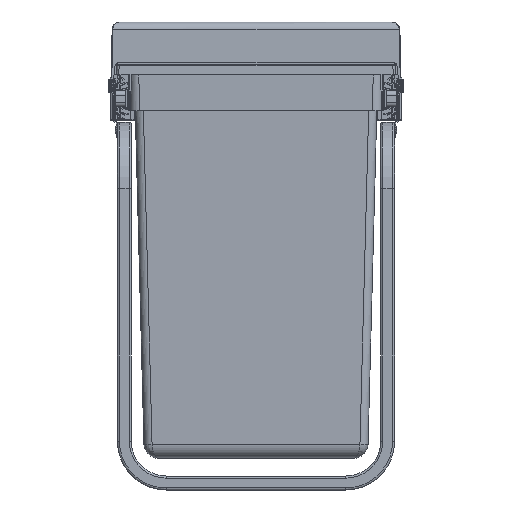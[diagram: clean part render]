
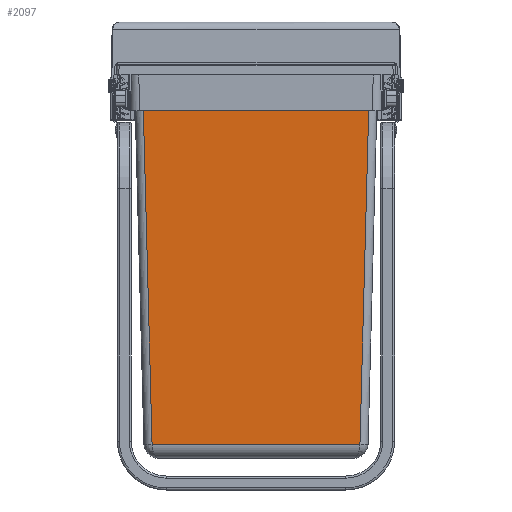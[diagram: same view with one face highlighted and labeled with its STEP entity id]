
A CAD part, front view. The second image highlights one B-rep face of the part: STEP entity #2097.
In plain terms, the highlighted face is planar.
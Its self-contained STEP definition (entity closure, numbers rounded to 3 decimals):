
#2097 = ADVANCED_FACE( '', ( #4513 ), #4514, .T. );
#4513 = FACE_OUTER_BOUND( '', #9911, .T. );
#4514 = PLANE( '', #9912 );
#9911 = EDGE_LOOP( '', ( #19233, #19234, #19235, #19236 ) );
#9912 = AXIS2_PLACEMENT_3D( '', #19237, #19238, #19239 );
#19233 = ORIENTED_EDGE( '', *, *, #35798, .T. );
#19234 = ORIENTED_EDGE( '', *, *, #35799, .F. );
#19235 = ORIENTED_EDGE( '', *, *, #35800, .F. );
#19236 = ORIENTED_EDGE( '', *, *, #35801, .T. );
#19237 = CARTESIAN_POINT( '', ( 99., -55.5, 0. ) );
#19238 = DIRECTION( '', ( 1., 0., -0.026 ) );
#19239 = DIRECTION( '', ( 0.026, 0., 1. ) );
#35798 = EDGE_CURVE( '', #48579, #48580, #48581, .F. );
#35799 = EDGE_CURVE( '', #48582, #48580, #48583, .F. );
#35800 = EDGE_CURVE( '', #48584, #48582, #48585, .F. );
#35801 = EDGE_CURVE( '', #48584, #48579, #48586, .F. );
#48579 = VERTEX_POINT( '', #57167 );
#48580 = VERTEX_POINT( '', #57168 );
#48581 = LINE( '', #57169, #57170 );
#48582 = VERTEX_POINT( '', #57171 );
#48583 = LINE( '', #57172, #57173 );
#48584 = VERTEX_POINT( '', #57174 );
#48585 = LINE( '', #57175, #57176 );
#48586 = LINE( '', #57177, #57178 );
#57167 = CARTESIAN_POINT( '', ( 98.581, 98.083, -16. ) );
#57168 = CARTESIAN_POINT( '', ( 98.581, -98.083, -16. ) );
#57169 = CARTESIAN_POINT( '', ( 98.581, -55.5, -16. ) );
#57170 = VECTOR( '', #67183, 1000. );
#57171 = CARTESIAN_POINT( '', ( 90.101, -89.604, -339.827 ) );
#57172 = CARTESIAN_POINT( '', ( 98.971, -98.473, -1.125 ) );
#57173 = VECTOR( '', #67184, 1000. );
#57174 = CARTESIAN_POINT( '', ( 90.101, 89.604, -339.827 ) );
#57175 = CARTESIAN_POINT( '', ( 90.101, -55.5, -339.827 ) );
#57176 = VECTOR( '', #67185, 1000. );
#57177 = CARTESIAN_POINT( '', ( 98.971, 98.473, -1.125 ) );
#57178 = VECTOR( '', #67186, 1000. );
#67183 = DIRECTION( '', ( 0., 1., 0. ) );
#67184 = DIRECTION( '', ( -0.026, 0.026, -0.999 ) );
#67185 = DIRECTION( '', ( 0., 1., 0. ) );
#67186 = DIRECTION( '', ( -0.026, -0.026, -0.999 ) );
